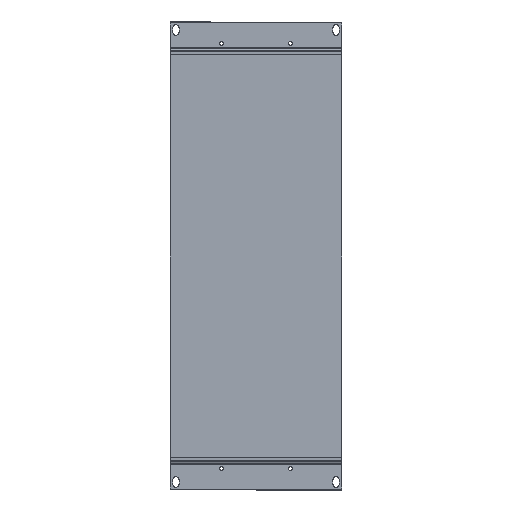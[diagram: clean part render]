
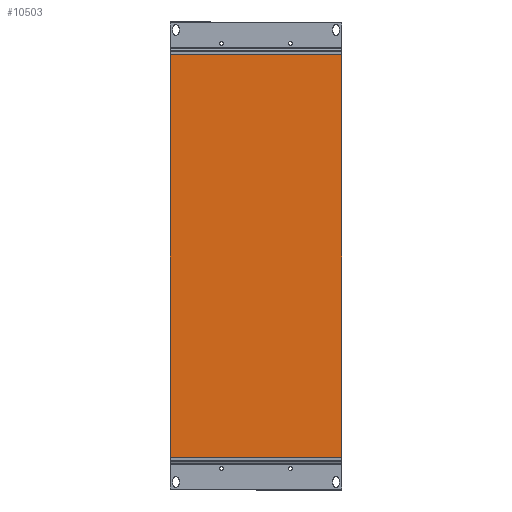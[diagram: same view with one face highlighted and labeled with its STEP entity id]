
A CAD part, left-side view. The second image highlights one B-rep face of the part: STEP entity #10503.
In plain terms, the highlighted planar face has unit normal (-1, 0, 0).
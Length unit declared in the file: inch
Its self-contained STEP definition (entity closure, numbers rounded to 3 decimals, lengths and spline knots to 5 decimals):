
#1195 = CARTESIAN_POINT ( 'NONE',  ( 0., 3.485, 0. ) ) ;
#2342 = AXIS2_PLACEMENT_3D ( 'NONE', #10929, #21041, #2603 ) ;
#2603 = DIRECTION ( 'NONE',  ( 0., 0., -1. ) ) ;
#3325 = CARTESIAN_POINT ( 'NONE',  ( 0., 3.485, -8.1752 ) ) ;
#4312 = CARTESIAN_POINT ( 'NONE',  ( 0., -3.485, 0. ) ) ;
#10503 = ADVANCED_FACE ( 'NONE', ( #94157 ), #20451, .T. ) ;
#10929 = CARTESIAN_POINT ( 'NONE',  ( 0., 3.485, 0. ) ) ;
#17881 = DIRECTION ( 'NONE',  ( 0., 0., -1. ) ) ;
#18667 = DIRECTION ( 'NONE',  ( 0., 1., 0. ) ) ;
#20451 = PLANE ( 'NONE',  #2342 ) ;
#21041 = DIRECTION ( 'NONE',  ( -1., 0., 0. ) ) ;
#26471 = CARTESIAN_POINT ( 'NONE',  ( 0., 3.485, 8.1752 ) ) ;
#29962 = DIRECTION ( 'NONE',  ( 0., -1., 0. ) ) ;
#30559 = CARTESIAN_POINT ( 'NONE',  ( 0., 3.485, -8.1752 ) ) ;
#35147 = ORIENTED_EDGE ( 'NONE', *, *, #50903, .T. ) ;
#37669 = VERTEX_POINT ( 'NONE', #3325 ) ;
#41119 = LINE ( 'NONE', #4312, #116567 ) ;
#44086 = CARTESIAN_POINT ( 'NONE',  ( 0., -3.485, 8.1752 ) ) ;
#44800 = VERTEX_POINT ( 'NONE', #44086 ) ;
#48351 = DIRECTION ( 'NONE',  ( 0., 0., 1. ) ) ;
#48464 = LINE ( 'NONE', #30559, #66975 ) ;
#50903 = EDGE_CURVE ( 'NONE', #83735, #37669, #55387, .T. ) ;
#51738 = ORIENTED_EDGE ( 'NONE', *, *, #105370, .T. ) ;
#54406 = CARTESIAN_POINT ( 'NONE',  ( 0., 3.485, 8.1752 ) ) ;
#55387 = LINE ( 'NONE', #1195, #77248 ) ;
#60993 = VERTEX_POINT ( 'NONE', #78763 ) ;
#63312 = LINE ( 'NONE', #54406, #100523 ) ;
#64709 = ORIENTED_EDGE ( 'NONE', *, *, #94893, .T. ) ;
#66975 = VECTOR ( 'NONE', #29962, 39.37008 ) ;
#77248 = VECTOR ( 'NONE', #17881, 39.37008 ) ;
#78763 = CARTESIAN_POINT ( 'NONE',  ( 0., -3.485, -8.1752 ) ) ;
#83735 = VERTEX_POINT ( 'NONE', #26471 ) ;
#94157 = FACE_OUTER_BOUND ( 'NONE', #113550, .T. ) ;
#94893 = EDGE_CURVE ( 'NONE', #37669, #60993, #48464, .T. ) ;
#95730 = EDGE_CURVE ( 'NONE', #60993, #44800, #41119, .T. ) ;
#98499 = ORIENTED_EDGE ( 'NONE', *, *, #95730, .T. ) ;
#100523 = VECTOR ( 'NONE', #18667, 39.37008 ) ;
#105370 = EDGE_CURVE ( 'NONE', #44800, #83735, #63312, .T. ) ;
#113550 = EDGE_LOOP ( 'NONE', ( #64709, #98499, #51738, #35147 ) ) ;
#116567 = VECTOR ( 'NONE', #48351, 39.37008 ) ;
